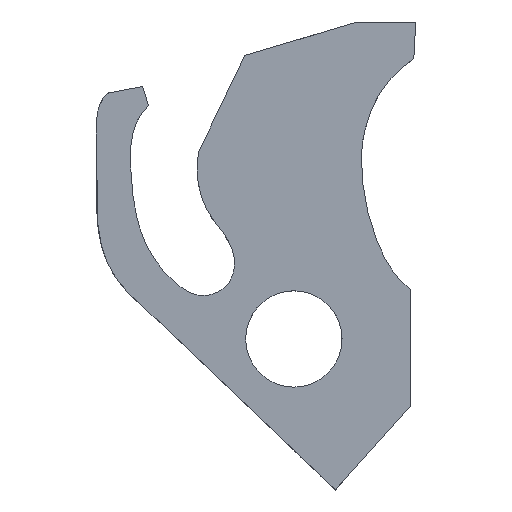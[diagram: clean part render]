
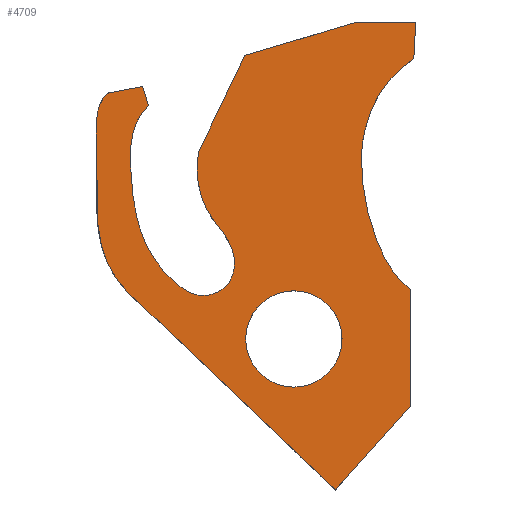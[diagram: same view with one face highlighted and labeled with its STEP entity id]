
A CAD part, top view. The second image highlights one B-rep face of the part: STEP entity #4709.
In plain terms, the highlighted planar face has unit normal (0, 0, 1).
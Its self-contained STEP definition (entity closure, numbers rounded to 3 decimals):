
#101 = VERTEX_POINT ( 'NONE', #4287 ) ;
#169 = DIRECTION ( 'NONE',  ( 0.05, 0.999, 0. ) ) ;
#191 = CARTESIAN_POINT ( 'NONE',  ( 9169.672, 6688.377, 5. ) ) ;
#232 = CARTESIAN_POINT ( 'NONE',  ( 9169.687, 6694.669, 5. ) ) ;
#322 = EDGE_CURVE ( 'NONE', #3901, #4896, #5588, .T. ) ;
#335 = CARTESIAN_POINT ( 'NONE',  ( 9168.593, 6695.533, 5. ) ) ;
#350 = FACE_OUTER_BOUND ( 'NONE', #5307, .T. ) ;
#373 = CARTESIAN_POINT ( 'NONE',  ( 9166.809, 6705.069, 5. ) ) ;
#456 = FACE_BOUND ( 'NONE', #3959, .T. ) ;
#516 = CARTESIAN_POINT ( 'NONE',  ( 9166.652, 6709.083, 5. ) ) ;
#524 = CARTESIAN_POINT ( 'NONE',  ( 9158.299, 6699.298, 5. ) ) ;
#664 = CARTESIAN_POINT ( 'NONE',  ( 9152.592, 6704.446, 5. ) ) ;
#784 = CARTESIAN_POINT ( 'NONE',  ( 9153.324, 6705.284, 5. ) ) ;
#907 = CARTESIAN_POINT ( 'NONE',  ( 9169.687, 6694.669, 5. ) ) ;
#931 = VECTOR ( 'NONE', #2357, 1000. ) ;
#1137 = CARTESIAN_POINT ( 'NONE',  ( 9158.253, 6702.104, 5. ) ) ;
#1240 = CARTESIAN_POINT ( 'NONE',  ( 9169.97, 6709.125, 5. ) ) ;
#1242 = EDGE_CURVE ( 'NONE', #5590, #2769, #5510, .T. ) ;
#1449 = EDGE_CURVE ( 'NONE', #4464, #5129, #6166, .T. ) ;
#1455 = EDGE_CURVE ( 'NONE', #2914, #4778, #3930, .T. ) ;
#1500 = AXIS2_PLACEMENT_3D ( 'NONE', #4144, #2036, #2481 ) ;
#1537 = LINE ( 'NONE', #6001, #4829 ) ;
#1624 = EDGE_CURVE ( 'NONE', #1860, #6536, #5287, .T. ) ;
#1631 = CARTESIAN_POINT ( 'NONE',  ( 9155.559, 6704.614, 5. ) ) ;
#1654 = ORIENTED_EDGE ( 'NONE', *, *, #1449, .T. ) ;
#1735 = CARTESIAN_POINT ( 'NONE',  ( 9153.324, 6705.284, 5. ) ) ;
#1740 = ORIENTED_EDGE ( 'NONE', *, *, #6116, .T. ) ;
#1770 = CARTESIAN_POINT ( 'NONE',  ( 9160.754, 6707.314, 5. ) ) ;
#1860 = VERTEX_POINT ( 'NONE', #3558 ) ;
#1971 = CARTESIAN_POINT ( 'NONE',  ( 9169.87, 6707.144, 5. ) ) ;
#1973 = CARTESIAN_POINT ( 'NONE',  ( 9152.193, 6696.89, 5. ) ) ;
#1984 = CARTESIAN_POINT ( 'NONE',  ( 9165.643, 6683.886, 5. ) ) ;
#2036 = DIRECTION ( 'NONE',  ( 0., 0., 1. ) ) ;
#2053 = EDGE_CURVE ( 'NONE', #4969, #3901, #1537, .T. ) ;
#2114 = VERTEX_POINT ( 'NONE', #5492 ) ;
#2161 = CARTESIAN_POINT ( 'NONE',  ( 9159.905, 6694.677, 5. ) ) ;
#2237 = CARTESIAN_POINT ( 'NONE',  ( 9159.693, 6697.7, 5. ) ) ;
#2256 = ORIENTED_EDGE ( 'NONE', *, *, #2053, .T. ) ;
#2346 = ORIENTED_EDGE ( 'NONE', *, *, #3962, .T. ) ;
#2357 = DIRECTION ( 'NONE',  ( -0.983, -0.185, 0. ) ) ;
#2481 = DIRECTION ( 'NONE',  ( 1., 0., 0. ) ) ;
#2484 = CARTESIAN_POINT ( 'NONE',  ( 9154.393, 6694.596, 5. ) ) ;
#2549 = LINE ( 'NONE', #6883, #3333 ) ;
#2565 = DIRECTION ( 'NONE',  ( -1., -0.013, 0. ) ) ;
#2649 = DIRECTION ( 'NONE',  ( -0.958, -0.287, 0. ) ) ;
#2672 = DIRECTION ( 'NONE',  ( -1., 0., 0. ) ) ;
#2709 = CARTESIAN_POINT ( 'NONE',  ( 9158.327, 6694.149, 5. ) ) ;
#2724 = CARTESIAN_POINT ( 'NONE',  ( 9163.399, 6692.027, 5. ) ) ;
#2745 = CARTESIAN_POINT ( 'NONE',  ( 9158.253, 6702.104, 5. ) ) ;
#2769 = VERTEX_POINT ( 'NONE', #3961 ) ;
#2784 = CARTESIAN_POINT ( 'NONE',  ( 9158.05, 6700.941, 5. ) ) ;
#2855 = CARTESIAN_POINT ( 'NONE',  ( 9169.687, 6694.669, 5. ) ) ;
#2914 = VERTEX_POINT ( 'NONE', #2955 ) ;
#2955 = CARTESIAN_POINT ( 'NONE',  ( 9169.87, 6707.144, 5. ) ) ;
#2985 = ORIENTED_EDGE ( 'NONE', *, *, #6703, .T. ) ;
#3027 = CARTESIAN_POINT ( 'NONE',  ( 9153.152, 6700.669, 5. ) ) ;
#3056 = B_SPLINE_CURVE_WITH_KNOTS ( 'NONE', 3,
 ( #1137, #2784, #524, #2237, #4446, #2161, #2709, #6606, #4335, #7109, #3282, #1631 ),
 .UNSPECIFIED., .F., .F.,
 ( 4, 1, 1, 1, 1, 1, 1, 1, 1, 4 ),
 ( 0., 0.172, 0.209, 0.303, 0.366, 0.44, 0.499, 0.624, 0.815, 1. ),
 .UNSPECIFIED. ) ;
#3282 = CARTESIAN_POINT ( 'NONE',  ( 9154.537, 6703.626, 5. ) ) ;
#3284 = ORIENTED_EDGE ( 'NONE', *, *, #1242, .F. ) ;
#3333 = VECTOR ( 'NONE', #6985, 1000. ) ;
#3558 = CARTESIAN_POINT ( 'NONE',  ( 9153.324, 6705.284, 5. ) ) ;
#3568 = B_SPLINE_CURVE_WITH_KNOTS ( 'NONE', 3,
 ( #232, #335, #4655, #373, #1971 ),
 .UNSPECIFIED., .F., .F.,
 ( 4, 1, 4 ),
 ( 0., 0.279, 0.912 ),
 .UNSPECIFIED. ) ;
#3687 = EDGE_CURVE ( 'NONE', #6536, #6668, #6934, .T. ) ;
#3733 = LINE ( 'NONE', #3807, #5878 ) ;
#3793 = AXIS2_PLACEMENT_3D ( 'NONE', #6025, #6571, #2672 ) ;
#3807 = CARTESIAN_POINT ( 'NONE',  ( 9155.241, 6705.646, 5. ) ) ;
#3842 = ORIENTED_EDGE ( 'NONE', *, *, #322, .T. ) ;
#3901 = VERTEX_POINT ( 'NONE', #1770 ) ;
#3930 = LINE ( 'NONE', #1240, #4721 ) ;
#3959 = EDGE_LOOP ( 'NONE', ( #4859, #3284 ) ) ;
#3961 = CARTESIAN_POINT ( 'NONE',  ( 9160.799, 6692.027, 5. ) ) ;
#3962 = EDGE_CURVE ( 'NONE', #6668, #4464, #2549, .T. ) ;
#4004 = EDGE_CURVE ( 'NONE', #2769, #5590, #6686, .T. ) ;
#4044 = VECTOR ( 'NONE', #2565, 1000. ) ;
#4090 = LINE ( 'NONE', #784, #931 ) ;
#4134 = VECTOR ( 'NONE', #6244, 1000. ) ;
#4135 = CARTESIAN_POINT ( 'NONE',  ( 9154.393, 6694.596, 5. ) ) ;
#4144 = CARTESIAN_POINT ( 'NONE',  ( 9163.399, 6692.027, 5. ) ) ;
#4196 = ORIENTED_EDGE ( 'NONE', *, *, #3687, .T. ) ;
#4287 = CARTESIAN_POINT ( 'NONE',  ( 9155.559, 6704.614, 5. ) ) ;
#4335 = CARTESIAN_POINT ( 'NONE',  ( 9155.026, 6697.288, 5. ) ) ;
#4411 = CARTESIAN_POINT ( 'NONE',  ( 9169.97, 6709.125, 5. ) ) ;
#4446 = CARTESIAN_POINT ( 'NONE',  ( 9160.42, 6696.417, 5. ) ) ;
#4464 = VERTEX_POINT ( 'NONE', #191 ) ;
#4610 = VECTOR ( 'NONE', #6357, 1000. ) ;
#4655 = CARTESIAN_POINT ( 'NONE',  ( 9166.492, 6700.036, 5. ) ) ;
#4709 = ADVANCED_FACE ( 'NONE', ( #350, #456 ), #6060, .F. ) ;
#4721 = VECTOR ( 'NONE', #169, 1000. ) ;
#4778 = VERTEX_POINT ( 'NONE', #4411 ) ;
#4829 = VECTOR ( 'NONE', #2649, 1000. ) ;
#4844 = EDGE_CURVE ( 'NONE', #4896, #101, #3056, .T. ) ;
#4859 = ORIENTED_EDGE ( 'NONE', *, *, #4004, .F. ) ;
#4896 = VERTEX_POINT ( 'NONE', #2745 ) ;
#4969 = VERTEX_POINT ( 'NONE', #516 ) ;
#5061 = ORIENTED_EDGE ( 'NONE', *, *, #1624, .T. ) ;
#5127 = CARTESIAN_POINT ( 'NONE',  ( 9158.253, 6702.104, 5. ) ) ;
#5129 = VERTEX_POINT ( 'NONE', #907 ) ;
#5133 = ORIENTED_EDGE ( 'NONE', *, *, #1455, .T. ) ;
#5287 = B_SPLINE_CURVE_WITH_KNOTS ( 'NONE', 3,
 ( #1735, #664, #3027, #1973, #2484 ),
 .UNSPECIFIED., .F., .F.,
 ( 4, 1, 4 ),
 ( 0., 0.266, 1. ),
 .UNSPECIFIED. ) ;
#5307 = EDGE_LOOP ( 'NONE', ( #6494, #5133, #6551, #2256, #3842, #7042, #1740, #2985, #5061, #4196, #2346, #1654 ) ) ;
#5492 = CARTESIAN_POINT ( 'NONE',  ( 9155.241, 6705.646, 5. ) ) ;
#5510 = CIRCLE ( 'NONE', #6791, 2.6 ) ;
#5588 = LINE ( 'NONE', #5127, #4134 ) ;
#5590 = VERTEX_POINT ( 'NONE', #6089 ) ;
#5622 = DIRECTION ( 'NONE',  ( 0.002, 1., 0. ) ) ;
#5678 = CARTESIAN_POINT ( 'NONE',  ( 9165.643, 6683.886, 5. ) ) ;
#5854 = EDGE_CURVE ( 'NONE', #5129, #2914, #3568, .T. ) ;
#5866 = DIRECTION ( 'NONE',  ( 1., 0., 0. ) ) ;
#5878 = VECTOR ( 'NONE', #6008, 1000. ) ;
#6001 = CARTESIAN_POINT ( 'NONE',  ( 9160.754, 6707.314, 5. ) ) ;
#6008 = DIRECTION ( 'NONE',  ( -0.294, 0.956, 0. ) ) ;
#6025 = CARTESIAN_POINT ( 'NONE',  ( 9167.051, 6701.075, 5. ) ) ;
#6060 = PLANE ( 'NONE',  #3793 ) ;
#6089 = CARTESIAN_POINT ( 'NONE',  ( 9165.999, 6692.027, 5. ) ) ;
#6090 = VECTOR ( 'NONE', #5622, 1000. ) ;
#6116 = EDGE_CURVE ( 'NONE', #101, #2114, #3733, .T. ) ;
#6166 = LINE ( 'NONE', #2855, #6090 ) ;
#6244 = DIRECTION ( 'NONE',  ( -0.433, -0.901, 0. ) ) ;
#6357 = DIRECTION ( 'NONE',  ( 0.724, -0.69, 0. ) ) ;
#6408 = DIRECTION ( 'NONE',  ( 0., 0., 1. ) ) ;
#6494 = ORIENTED_EDGE ( 'NONE', *, *, #5854, .T. ) ;
#6536 = VERTEX_POINT ( 'NONE', #4135 ) ;
#6551 = ORIENTED_EDGE ( 'NONE', *, *, #6832, .T. ) ;
#6571 = DIRECTION ( 'NONE',  ( 0., 0., -1. ) ) ;
#6606 = CARTESIAN_POINT ( 'NONE',  ( 9156.723, 6695.165, 5. ) ) ;
#6668 = VERTEX_POINT ( 'NONE', #5678 ) ;
#6686 = CIRCLE ( 'NONE', #1500, 2.6 ) ;
#6703 = EDGE_CURVE ( 'NONE', #2114, #1860, #4090, .T. ) ;
#6791 = AXIS2_PLACEMENT_3D ( 'NONE', #2724, #6408, #5866 ) ;
#6832 = EDGE_CURVE ( 'NONE', #4778, #4969, #7040, .T. ) ;
#6883 = CARTESIAN_POINT ( 'NONE',  ( 9169.672, 6688.377, 5. ) ) ;
#6934 = LINE ( 'NONE', #1984, #4610 ) ;
#6969 = CARTESIAN_POINT ( 'NONE',  ( 9166.652, 6709.083, 5. ) ) ;
#6985 = DIRECTION ( 'NONE',  ( 0.668, 0.744, 0. ) ) ;
#7040 = LINE ( 'NONE', #6969, #4044 ) ;
#7042 = ORIENTED_EDGE ( 'NONE', *, *, #4844, .T. ) ;
#7109 = CARTESIAN_POINT ( 'NONE',  ( 9154.505, 6700.868, 5. ) ) ;
